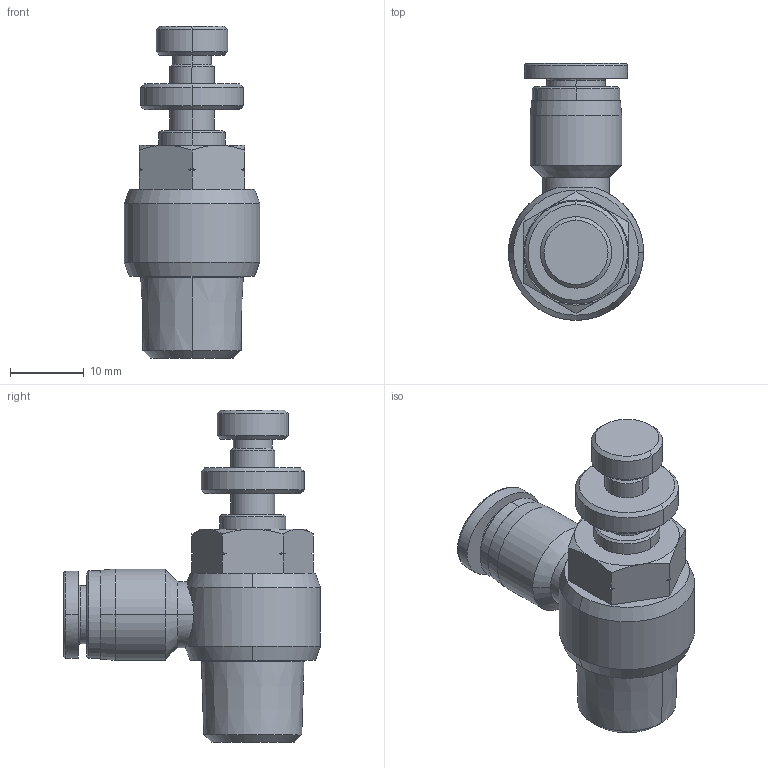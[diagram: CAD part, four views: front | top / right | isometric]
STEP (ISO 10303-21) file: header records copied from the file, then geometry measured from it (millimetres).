
FILE_DESCRIPTION((''),'2;1');
FILE_NAME('NSE1-4N02-MDT.stp','2017-07-07T16:46:53',(''),(''),'Mechanical Desktop 2009','Mechanical Desktop 2009',', , ');
FILE_SCHEMA(('CONFIG_CONTROL_DESIGN'));
Length unit declared in the file: millimetre
Products named in the file (10): NSE1-4N02-MDT; ~PART1; PART1; ~~~PART1; A$C650A092F; A$C645B518B; A$C775227FF; A$C38B202AB; A$C5F21415F; A$C6AFB72A8
Assembly tree (9 placements, depth 2):
  NSE1-4N02-MDT
    ~PART1
    PART1
    ~~~PART1
    A$C650A092F
    A$C645B518B
    A$C775227FF
    A$C38B202AB
    A$C5F21415F
    A$C6AFB72A8
Bounding box: 18.4 x 34.9 x 45.1 mm (x, y, z)
Volume: 8065.6 mm3; surface area: 4629.2 mm2
Topology: 4 solids, 4 shells, 103 faces, 222 edges, 137 vertices
Faces by surface type: cone 46, cylinder 27, plane 25, bspline 5
Entity records: 3359 total; most frequent: CARTESIAN_POINT 958, DIRECTION 496, ORIENTED_EDGE 444, EDGE_CURVE 222, AXIS2_PLACEMENT_3D 211, VERTEX_POINT 137, EDGE_LOOP 115, FACE_OUTER_BOUND 103
